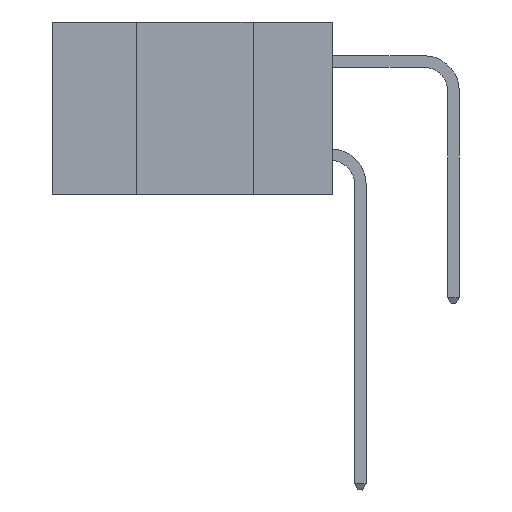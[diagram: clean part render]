
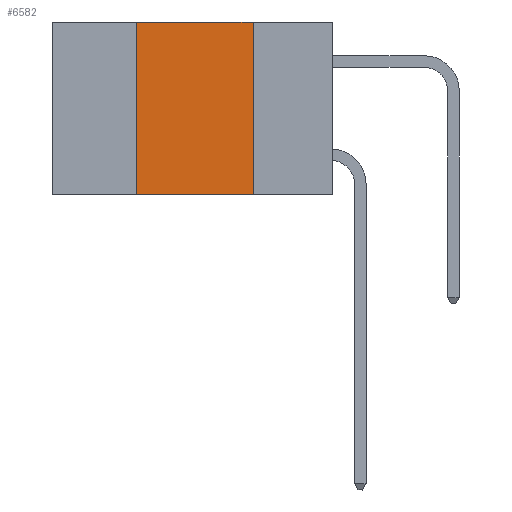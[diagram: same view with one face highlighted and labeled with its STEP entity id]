
A CAD part, left-side view. The second image highlights one B-rep face of the part: STEP entity #6582.
In plain terms, the highlighted planar face has unit normal (-1, 0, 0).
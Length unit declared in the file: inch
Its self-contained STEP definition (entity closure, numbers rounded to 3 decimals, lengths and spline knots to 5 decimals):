
#252 = CARTESIAN_POINT ( 'NONE',  ( 0., 0.42, -0.37 ) ) ;
#367 = CARTESIAN_POINT ( 'NONE',  ( 0., 0.42, -0.37 ) ) ;
#584 = PLANE ( 'NONE',  #11995 ) ;
#996 = VECTOR ( 'NONE', #13719, 39.37008 ) ;
#1972 = CARTESIAN_POINT ( 'NONE',  ( 0., 0.6, 0. ) ) ;
#2460 = VERTEX_POINT ( 'NONE', #252 ) ;
#2973 = CARTESIAN_POINT ( 'NONE',  ( 0., 0.17, -0.37 ) ) ;
#4292 = VERTEX_POINT ( 'NONE', #6789 ) ;
#4848 = VERTEX_POINT ( 'NONE', #5794 ) ;
#5794 = CARTESIAN_POINT ( 'NONE',  ( 0., 0.17, 0. ) ) ;
#5851 = ORIENTED_EDGE ( 'NONE', *, *, #6506, .F. ) ;
#6506 = EDGE_CURVE ( 'NONE', #2460, #4292, #15121, .T. ) ;
#6523 = CARTESIAN_POINT ( 'NONE',  ( 0., 0.6, -0.37 ) ) ;
#6582 = ADVANCED_FACE ( 'NONE', ( #19958 ), #584, .F. ) ;
#6717 = LINE ( 'NONE', #6523, #7131 ) ;
#6789 = CARTESIAN_POINT ( 'NONE',  ( 0., 0.42, 0. ) ) ;
#7131 = VECTOR ( 'NONE', #17837, 39.37008 ) ;
#7249 = DIRECTION ( 'NONE',  ( 1., 0., 0. ) ) ;
#8870 = DIRECTION ( 'NONE',  ( 0., 0., -1. ) ) ;
#9341 = DIRECTION ( 'NONE',  ( 0., 0., -1. ) ) ;
#9438 = LINE ( 'NONE', #2973, #17849 ) ;
#9930 = LINE ( 'NONE', #19415, #15700 ) ;
#11030 = EDGE_LOOP ( 'NONE', ( #19454, #11583, #5851, #17583 ) ) ;
#11583 = ORIENTED_EDGE ( 'NONE', *, *, #14686, .F. ) ;
#11995 = AXIS2_PLACEMENT_3D ( 'NONE', #1972, #7249, #8870 ) ;
#13719 = DIRECTION ( 'NONE',  ( 0., 0., 1. ) ) ;
#14686 = EDGE_CURVE ( 'NONE', #4292, #4848, #9930, .T. ) ;
#15121 = LINE ( 'NONE', #367, #996 ) ;
#15700 = VECTOR ( 'NONE', #19726, 39.37008 ) ;
#16505 = EDGE_CURVE ( 'NONE', #2460, #18969, #6717, .T. ) ;
#17563 = EDGE_CURVE ( 'NONE', #4848, #18969, #9438, .T. ) ;
#17583 = ORIENTED_EDGE ( 'NONE', *, *, #16505, .T. ) ;
#17837 = DIRECTION ( 'NONE',  ( 0., -1., 0. ) ) ;
#17849 = VECTOR ( 'NONE', #9341, 39.37008 ) ;
#18969 = VERTEX_POINT ( 'NONE', #21073 ) ;
#19415 = CARTESIAN_POINT ( 'NONE',  ( 0., 0.6, 0. ) ) ;
#19454 = ORIENTED_EDGE ( 'NONE', *, *, #17563, .F. ) ;
#19726 = DIRECTION ( 'NONE',  ( 0., -1., 0. ) ) ;
#19958 = FACE_OUTER_BOUND ( 'NONE', #11030, .T. ) ;
#21073 = CARTESIAN_POINT ( 'NONE',  ( 0., 0.17, -0.37 ) ) ;
